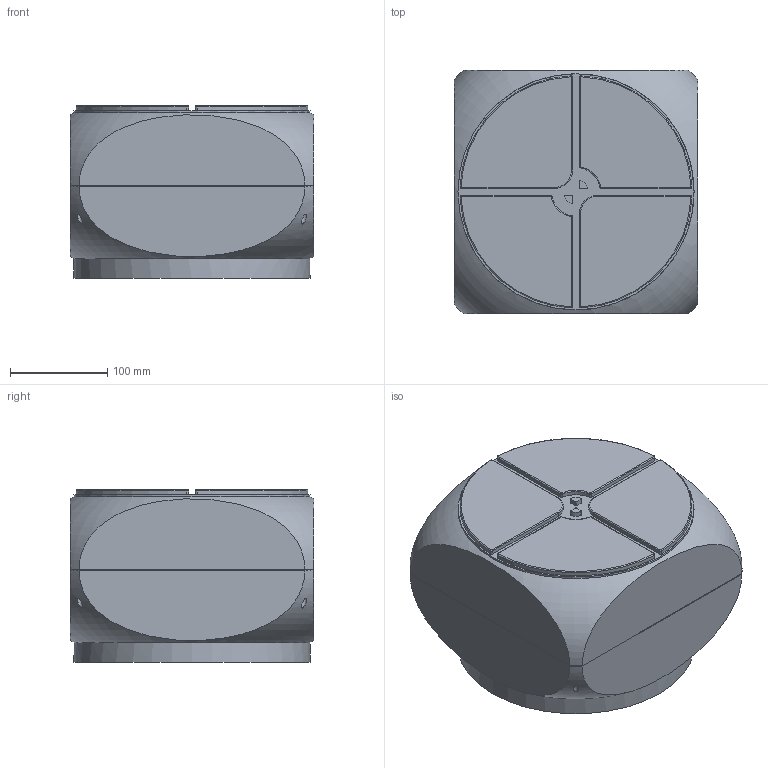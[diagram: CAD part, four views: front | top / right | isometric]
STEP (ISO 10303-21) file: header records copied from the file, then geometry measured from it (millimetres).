
FILE_DESCRIPTION(/* description */ (''),/* implementation_level */ '2;1');
FILE_NAME(/* name */ 'integral_game console.stp',/* time_stamp */ '2017-01-17T11:28:42+09:00',/* author */ (''),/* organization */ (''),/* preprocessor_version */ 'ST-DEVELOPER v16',/* originating_system */ 'SIEMENS PLM Software NX 10.0',/* authorisation */ '');
FILE_SCHEMA (('AP203_CONFIGURATION_CONTROLLED_3D_DESIGN_OF_MECHANICAL_PARTS_AND_ASSEMBLIES_MIM_LF { 1 0 10303 403 2 1 2}'));
Length unit declared in the file: millimetre
Products named in the file (1): A1A805182wi3m
Bounding box: 250 x 250 x 177 mm (x, y, z)
Volume: 1575019.9 mm3; surface area: 527648.4 mm2
Topology: 2 solids, 2 shells, 249 faces, 618 edges, 403 vertices
Faces by surface type: plane 130, cylinder 87, bspline 18, torus 8, sphere 4, revolution 2
Full cylindrical faces by diameter (mm): 2.5 x8, 5 x8, 5.4 x4, 8 x8, 25 x8, 239.442 x1, 242.442 x2
Entity records: 8120 total; most frequent: CARTESIAN_POINT 2490, DIRECTION 1148, ORIENTED_EDGE 1086, EDGE_CURVE 543, AXIS2_PLACEMENT_3D 461, VERTEX_POINT 375, EDGE_LOOP 334, ADVANCED_FACE 249
